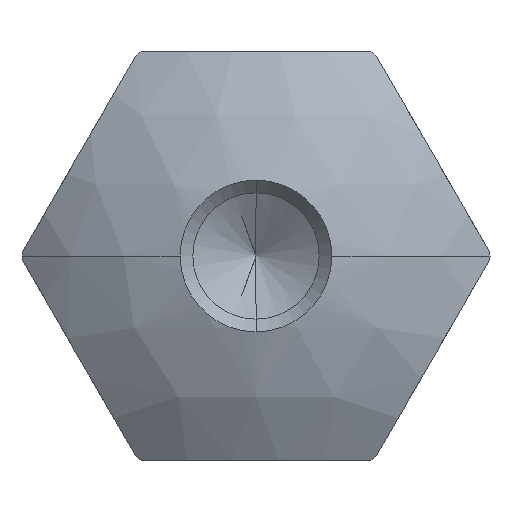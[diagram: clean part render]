
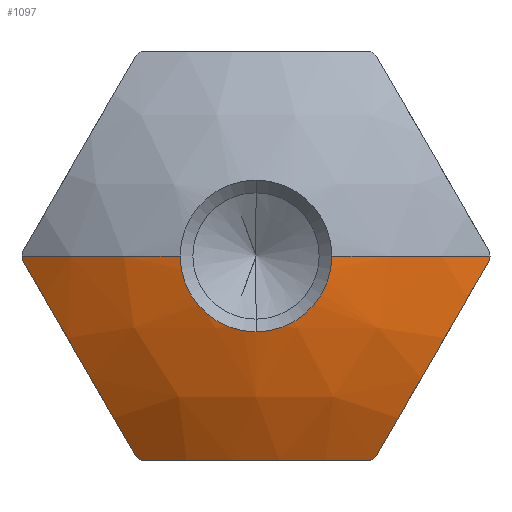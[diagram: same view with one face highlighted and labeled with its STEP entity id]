
A CAD part, front view. The second image highlights one B-rep face of the part: STEP entity #1097.
In plain terms, the highlighted spherical face has radius 20 mm.
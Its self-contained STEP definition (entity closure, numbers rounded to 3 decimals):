
#32 = DIRECTION ( 'NONE',  ( 0., -1., 0. ) ) ;
#46 = VERTEX_POINT ( 'NONE', #52 ) ;
#52 = CARTESIAN_POINT ( 'NONE',  ( 4.083, -16.983, 0. ) ) ;
#63 = EDGE_CURVE ( 'NONE', #849, #398, #747, .T. ) ;
#64 = CIRCLE ( 'NONE', #394, 12.6 ) ;
#94 = AXIS2_PLACEMENT_3D ( 'NONE', #497, #1176, #608 ) ;
#102 = AXIS2_PLACEMENT_3D ( 'NONE', #283, #963, #377 ) ;
#109 = CIRCLE ( 'NONE', #567, 4.083 ) ;
#119 = DIRECTION ( 'NONE',  ( 0., 0., -1. ) ) ;
#124 = VERTEX_POINT ( 'NONE', #137 ) ;
#137 = CARTESIAN_POINT ( 'NONE',  ( -12.599, -12.936, -0.178 ) ) ;
#152 = DIRECTION ( 'NONE',  ( 0., 1., 0. ) ) ;
#175 = FACE_OUTER_BOUND ( 'NONE', #883, .T. ) ;
#182 = DIRECTION ( 'NONE',  ( 0., 1., 0. ) ) ;
#183 = ORIENTED_EDGE ( 'NONE', *, *, #848, .T. ) ;
#184 = ORIENTED_EDGE ( 'NONE', *, *, #536, .T. ) ;
#207 = VERTEX_POINT ( 'NONE', #537 ) ;
#209 = VERTEX_POINT ( 'NONE', #763 ) ;
#234 = EDGE_CURVE ( 'NONE', #207, #209, #591, .T. ) ;
#283 = CARTESIAN_POINT ( 'NONE',  ( 0., 2.596, 0. ) ) ;
#306 = CIRCLE ( 'NONE', #94, 12.6 ) ;
#325 = CARTESIAN_POINT ( 'NONE',  ( 0., -16.983, -4.083 ) ) ;
#336 = CARTESIAN_POINT ( 'NONE',  ( -6.145, -12.936, -11. ) ) ;
#351 = CARTESIAN_POINT ( 'NONE',  ( -9.526, 2.596, -5.5 ) ) ;
#367 = CIRCLE ( 'NONE', #102, 20. ) ;
#377 = DIRECTION ( 'NONE',  ( -1., 0., 0. ) ) ;
#394 = AXIS2_PLACEMENT_3D ( 'NONE', #644, #32, #736 ) ;
#398 = VERTEX_POINT ( 'NONE', #336 ) ;
#400 = EDGE_CURVE ( 'NONE', #849, #1177, #1008, .T. ) ;
#420 = AXIS2_PLACEMENT_3D ( 'NONE', #513, #1160, #428 ) ;
#428 = DIRECTION ( 'NONE',  ( 1., 0., 0. ) ) ;
#430 = ORIENTED_EDGE ( 'NONE', *, *, #858, .T. ) ;
#445 = DIRECTION ( 'NONE',  ( -0.5, 0., 0.866 ) ) ;
#471 = VERTEX_POINT ( 'NONE', #325 ) ;
#475 = DIRECTION ( 'NONE',  ( 0., -1., 0. ) ) ;
#492 = ORIENTED_EDGE ( 'NONE', *, *, #601, .T. ) ;
#497 = CARTESIAN_POINT ( 'NONE',  ( 0., -12.936, 0. ) ) ;
#513 = CARTESIAN_POINT ( 'NONE',  ( 0., 2.596, 0. ) ) ;
#536 = EDGE_CURVE ( 'NONE', #1259, #1274, #64, .T. ) ;
#537 = CARTESIAN_POINT ( 'NONE',  ( -12.6, -12.936, 0. ) ) ;
#548 = DIRECTION ( 'NONE',  ( 0., -1., 0. ) ) ;
#562 = CARTESIAN_POINT ( 'NONE',  ( 9.526, 2.596, -5.5 ) ) ;
#567 = AXIS2_PLACEMENT_3D ( 'NONE', #755, #152, #851 ) ;
#581 = CIRCLE ( 'NONE', #1123, 4.083 ) ;
#589 = EDGE_CURVE ( 'NONE', #968, #124, #613, .T. ) ;
#591 = CIRCLE ( 'NONE', #420, 20. ) ;
#601 = EDGE_CURVE ( 'NONE', #471, #209, #581, .T. ) ;
#608 = DIRECTION ( 'NONE',  ( 0., 0., -1. ) ) ;
#609 = ORIENTED_EDGE ( 'NONE', *, *, #649, .T. ) ;
#613 = CIRCLE ( 'NONE', #1055, 16.703 ) ;
#644 = CARTESIAN_POINT ( 'NONE',  ( 0., -12.936, 0. ) ) ;
#649 = EDGE_CURVE ( 'NONE', #207, #124, #306, .T. ) ;
#653 = AXIS2_PLACEMENT_3D ( 'NONE', #562, #1232, #666 ) ;
#666 = DIRECTION ( 'NONE',  ( -0.5, 0., -0.866 ) ) ;
#726 = ORIENTED_EDGE ( 'NONE', *, *, #63, .F. ) ;
#736 = DIRECTION ( 'NONE',  ( 0., 0., -1. ) ) ;
#741 = EDGE_CURVE ( 'NONE', #1259, #1177, #1225, .T. ) ;
#742 = DIRECTION ( 'NONE',  ( -1., 0., 0. ) ) ;
#747 = CIRCLE ( 'NONE', #1091, 16.703 ) ;
#755 = CARTESIAN_POINT ( 'NONE',  ( 0., -16.983, 0. ) ) ;
#761 = CIRCLE ( 'NONE', #1255, 12.6 ) ;
#763 = CARTESIAN_POINT ( 'NONE',  ( -4.083, -16.983, 0. ) ) ;
#790 = CARTESIAN_POINT ( 'NONE',  ( 0., -16.983, 0. ) ) ;
#848 = EDGE_CURVE ( 'NONE', #968, #398, #761, .T. ) ;
#849 = VERTEX_POINT ( 'NONE', #1057 ) ;
#851 = DIRECTION ( 'NONE',  ( 0., 0., 1. ) ) ;
#856 = DIRECTION ( 'NONE',  ( -1., 0., 0. ) ) ;
#858 = EDGE_CURVE ( 'NONE', #1274, #46, #367, .T. ) ;
#861 = ORIENTED_EDGE ( 'NONE', *, *, #589, .F. ) ;
#870 = ORIENTED_EDGE ( 'NONE', *, *, #741, .F. ) ;
#878 = DIRECTION ( 'NONE',  ( 0., 0., 1. ) ) ;
#883 = EDGE_LOOP ( 'NONE', ( #184, #430, #1026, #492, #1118, #609, #861, #183, #726, #974, #870 ) ) ;
#898 = CARTESIAN_POINT ( 'NONE',  ( -6.454, -12.936, -10.822 ) ) ;
#936 = CARTESIAN_POINT ( 'NONE',  ( 6.454, -12.936, -10.822 ) ) ;
#941 = DIRECTION ( 'NONE',  ( 0., 0., -1. ) ) ;
#953 = CARTESIAN_POINT ( 'NONE',  ( 0., 2.596, -11. ) ) ;
#963 = DIRECTION ( 'NONE',  ( 0., 0., -1. ) ) ;
#965 = SPHERICAL_SURFACE ( 'NONE', #1231, 20. ) ;
#968 = VERTEX_POINT ( 'NONE', #898 ) ;
#974 = ORIENTED_EDGE ( 'NONE', *, *, #400, .T. ) ;
#975 = CARTESIAN_POINT ( 'NONE',  ( 12.599, -12.936, -0.178 ) ) ;
#1008 = CIRCLE ( 'NONE', #1076, 12.6 ) ;
#1026 = ORIENTED_EDGE ( 'NONE', *, *, #1174, .T. ) ;
#1032 = DIRECTION ( 'NONE',  ( -0.866, 0., -0.5 ) ) ;
#1055 = AXIS2_PLACEMENT_3D ( 'NONE', #351, #1032, #445 ) ;
#1057 = CARTESIAN_POINT ( 'NONE',  ( 6.145, -12.936, -11. ) ) ;
#1063 = CARTESIAN_POINT ( 'NONE',  ( 0., -12.936, 0. ) ) ;
#1076 = AXIS2_PLACEMENT_3D ( 'NONE', #1125, #548, #1218 ) ;
#1091 = AXIS2_PLACEMENT_3D ( 'NONE', #953, #941, #856 ) ;
#1097 = ADVANCED_FACE ( 'NONE', ( #175 ), #965, .T. ) ;
#1118 = ORIENTED_EDGE ( 'NONE', *, *, #234, .F. ) ;
#1120 = CARTESIAN_POINT ( 'NONE',  ( 0., 2.596, 0. ) ) ;
#1123 = AXIS2_PLACEMENT_3D ( 'NONE', #790, #182, #878 ) ;
#1125 = CARTESIAN_POINT ( 'NONE',  ( 0., -12.936, 0. ) ) ;
#1156 = DIRECTION ( 'NONE',  ( 0., 0., -1. ) ) ;
#1160 = DIRECTION ( 'NONE',  ( 0., 0., 1. ) ) ;
#1170 = CARTESIAN_POINT ( 'NONE',  ( 12.6, -12.936, 0. ) ) ;
#1174 = EDGE_CURVE ( 'NONE', #46, #471, #109, .T. ) ;
#1176 = DIRECTION ( 'NONE',  ( 0., -1., 0. ) ) ;
#1177 = VERTEX_POINT ( 'NONE', #936 ) ;
#1218 = DIRECTION ( 'NONE',  ( 0., 0., -1. ) ) ;
#1225 = CIRCLE ( 'NONE', #653, 16.703 ) ;
#1231 = AXIS2_PLACEMENT_3D ( 'NONE', #1120, #119, #742 ) ;
#1232 = DIRECTION ( 'NONE',  ( 0.866, 0., -0.5 ) ) ;
#1255 = AXIS2_PLACEMENT_3D ( 'NONE', #1063, #475, #1156 ) ;
#1259 = VERTEX_POINT ( 'NONE', #975 ) ;
#1274 = VERTEX_POINT ( 'NONE', #1170 ) ;
